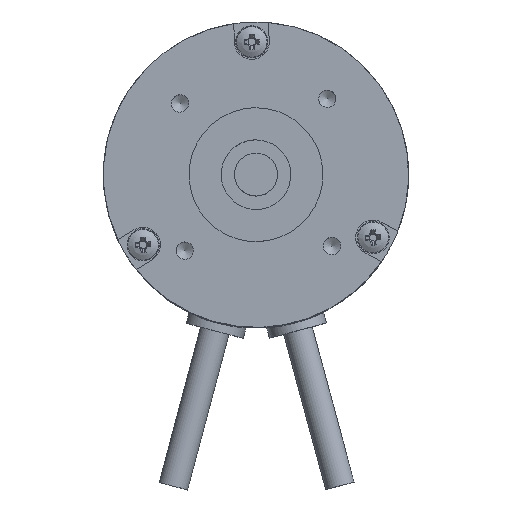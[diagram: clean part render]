
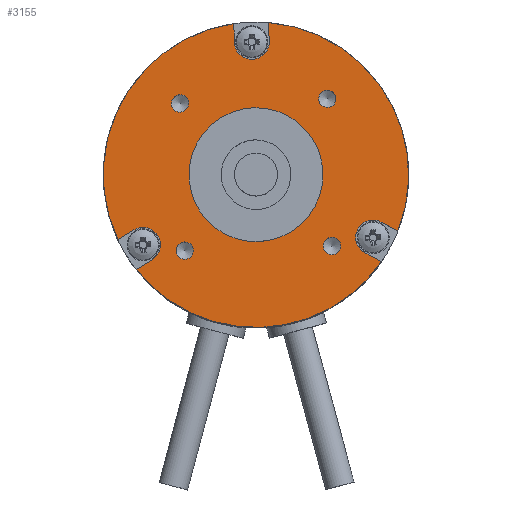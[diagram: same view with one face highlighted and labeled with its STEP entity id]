
A CAD part, top view. The second image highlights one B-rep face of the part: STEP entity #3155.
In plain terms, the highlighted planar face has unit normal (0, 0, 1).
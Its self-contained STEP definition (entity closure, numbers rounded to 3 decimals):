
#166=FACE_BOUND('',#492,.T.);
#167=FACE_BOUND('',#493,.T.);
#168=FACE_BOUND('',#494,.T.);
#169=FACE_BOUND('',#495,.T.);
#170=FACE_BOUND('',#496,.T.);
#200=PLANE('',#3404);
#304=FACE_OUTER_BOUND('',#491,.T.);
#491=EDGE_LOOP('',(#2126,#2127,#2128,#2129,#2130,#2131,#2132,#2133,#2134,
#2135,#2136,#2137,#2138));
#492=EDGE_LOOP('',(#2139,#2140));
#493=EDGE_LOOP('',(#2141,#2142));
#494=EDGE_LOOP('',(#2143,#2144));
#495=EDGE_LOOP('',(#2145,#2146));
#496=EDGE_LOOP('',(#2147));
#668=LINE('',#4919,#836);
#670=LINE('',#4925,#838);
#676=LINE('',#4942,#844);
#678=LINE('',#4948,#846);
#681=LINE('',#4964,#849);
#682=LINE('',#4968,#850);
#836=VECTOR('',#3891,10.);
#838=VECTOR('',#3895,10.);
#844=VECTOR('',#3913,10.);
#846=VECTOR('',#3917,10.);
#849=VECTOR('',#3938,10.);
#850=VECTOR('',#3941,10.);
#1021=CIRCLE('',#3393,3.25);
#1024=CIRCLE('',#3400,3.25);
#1027=CIRCLE('',#3405,28.5);
#1028=CIRCLE('',#3406,28.5);
#1029=CIRCLE('',#3407,28.5);
#1030=CIRCLE('',#3408,3.25);
#1031=CIRCLE('',#3409,28.5);
#1032=CIRCLE('',#3410,1.621);
#1033=CIRCLE('',#3411,1.621);
#1034=CIRCLE('',#3412,1.621);
#1035=CIRCLE('',#3413,1.621);
#1036=CIRCLE('',#3414,1.621);
#1037=CIRCLE('',#3415,1.621);
#1038=CIRCLE('',#3416,1.621);
#1039=CIRCLE('',#3417,1.621);
#1040=CIRCLE('',#3418,12.5);
#1246=VERTEX_POINT('',#4913);
#1248=VERTEX_POINT('',#4917);
#1249=VERTEX_POINT('',#4921);
#1251=VERTEX_POINT('',#4924);
#1254=VERTEX_POINT('',#4936);
#1256=VERTEX_POINT('',#4940);
#1257=VERTEX_POINT('',#4944);
#1259=VERTEX_POINT('',#4947);
#1261=VERTEX_POINT('',#4958);
#1262=VERTEX_POINT('',#4961);
#1263=VERTEX_POINT('',#4963);
#1264=VERTEX_POINT('',#4965);
#1265=VERTEX_POINT('',#4967);
#1266=VERTEX_POINT('',#4970);
#1267=VERTEX_POINT('',#4971);
#1268=VERTEX_POINT('',#4974);
#1269=VERTEX_POINT('',#4975);
#1270=VERTEX_POINT('',#4978);
#1271=VERTEX_POINT('',#4979);
#1272=VERTEX_POINT('',#4982);
#1273=VERTEX_POINT('',#4983);
#1274=VERTEX_POINT('',#4986);
#1581=EDGE_CURVE('',#1246,#1248,#668,.T.);
#1583=EDGE_CURVE('',#1251,#1249,#670,.T.);
#1586=EDGE_CURVE('',#1248,#1251,#1021,.T.);
#1592=EDGE_CURVE('',#1254,#1256,#676,.T.);
#1594=EDGE_CURVE('',#1259,#1257,#678,.T.);
#1597=EDGE_CURVE('',#1256,#1259,#1024,.T.);
#1600=EDGE_CURVE('',#1249,#1261,#1027,.T.);
#1601=EDGE_CURVE('',#1261,#1254,#1028,.T.);
#1602=EDGE_CURVE('',#1257,#1262,#1029,.T.);
#1603=EDGE_CURVE('',#1262,#1263,#681,.T.);
#1604=EDGE_CURVE('',#1263,#1264,#1030,.T.);
#1605=EDGE_CURVE('',#1264,#1265,#682,.T.);
#1606=EDGE_CURVE('',#1265,#1246,#1031,.T.);
#1607=EDGE_CURVE('',#1266,#1267,#1032,.T.);
#1608=EDGE_CURVE('',#1267,#1266,#1033,.T.);
#1609=EDGE_CURVE('',#1268,#1269,#1034,.T.);
#1610=EDGE_CURVE('',#1269,#1268,#1035,.T.);
#1611=EDGE_CURVE('',#1270,#1271,#1036,.T.);
#1612=EDGE_CURVE('',#1271,#1270,#1037,.T.);
#1613=EDGE_CURVE('',#1272,#1273,#1038,.T.);
#1614=EDGE_CURVE('',#1273,#1272,#1039,.T.);
#1615=EDGE_CURVE('',#1274,#1274,#1040,.T.);
#2126=ORIENTED_EDGE('',*,*,#1581,.T.);
#2127=ORIENTED_EDGE('',*,*,#1586,.T.);
#2128=ORIENTED_EDGE('',*,*,#1583,.T.);
#2129=ORIENTED_EDGE('',*,*,#1600,.T.);
#2130=ORIENTED_EDGE('',*,*,#1601,.T.);
#2131=ORIENTED_EDGE('',*,*,#1592,.T.);
#2132=ORIENTED_EDGE('',*,*,#1597,.T.);
#2133=ORIENTED_EDGE('',*,*,#1594,.T.);
#2134=ORIENTED_EDGE('',*,*,#1602,.T.);
#2135=ORIENTED_EDGE('',*,*,#1603,.T.);
#2136=ORIENTED_EDGE('',*,*,#1604,.T.);
#2137=ORIENTED_EDGE('',*,*,#1605,.T.);
#2138=ORIENTED_EDGE('',*,*,#1606,.T.);
#2139=ORIENTED_EDGE('',*,*,#1607,.T.);
#2140=ORIENTED_EDGE('',*,*,#1608,.T.);
#2141=ORIENTED_EDGE('',*,*,#1609,.T.);
#2142=ORIENTED_EDGE('',*,*,#1610,.T.);
#2143=ORIENTED_EDGE('',*,*,#1611,.T.);
#2144=ORIENTED_EDGE('',*,*,#1612,.T.);
#2145=ORIENTED_EDGE('',*,*,#1613,.T.);
#2146=ORIENTED_EDGE('',*,*,#1614,.T.);
#2147=ORIENTED_EDGE('',*,*,#1615,.T.);
#3155=ADVANCED_FACE('',(#304,#166,#167,#168,#169,#170),#200,.F.);
#3393=AXIS2_PLACEMENT_3D('',#4930,#3900,#3901);
#3400=AXIS2_PLACEMENT_3D('',#4953,#3922,#3923);
#3404=AXIS2_PLACEMENT_3D('',#4957,#3930,#3931);
#3405=AXIS2_PLACEMENT_3D('',#4959,#3932,#3933);
#3406=AXIS2_PLACEMENT_3D('',#4960,#3934,#3935);
#3407=AXIS2_PLACEMENT_3D('',#4962,#3936,#3937);
#3408=AXIS2_PLACEMENT_3D('',#4966,#3939,#3940);
#3409=AXIS2_PLACEMENT_3D('',#4969,#3942,#3943);
#3410=AXIS2_PLACEMENT_3D('',#4972,#3944,#3945);
#3411=AXIS2_PLACEMENT_3D('',#4973,#3946,#3947);
#3412=AXIS2_PLACEMENT_3D('',#4976,#3948,#3949);
#3413=AXIS2_PLACEMENT_3D('',#4977,#3950,#3951);
#3414=AXIS2_PLACEMENT_3D('',#4980,#3952,#3953);
#3415=AXIS2_PLACEMENT_3D('',#4981,#3954,#3955);
#3416=AXIS2_PLACEMENT_3D('',#4984,#3956,#3957);
#3417=AXIS2_PLACEMENT_3D('',#4985,#3958,#3959);
#3418=AXIS2_PLACEMENT_3D('',#4987,#3960,#3961);
#3891=DIRECTION('',(0.85,0.527,0.));
#3895=DIRECTION('',(-0.85,-0.527,0.));
#3900=DIRECTION('center_axis',(0.,0.,
-1.));
#3901=DIRECTION('ref_axis',(0.527,-0.85,0.));
#3913=DIRECTION('',(-0.881,0.472,0.));
#3917=DIRECTION('',(0.881,-0.472,0.));
#3922=DIRECTION('center_axis',(0.,0.,
-1.));
#3923=DIRECTION('ref_axis',(0.472,0.881,0.));
#3930=DIRECTION('center_axis',(0.,0.,
-1.));
#3931=DIRECTION('ref_axis',(-0.999,-0.032,0.));
#3932=DIRECTION('center_axis',(0.,0.,
1.));
#3933=DIRECTION('ref_axis',(-0.032,0.999,0.));
#3934=DIRECTION('center_axis',(0.,0.,
1.));
#3935=DIRECTION('ref_axis',(-0.032,0.999,0.));
#3936=DIRECTION('center_axis',(0.,0.,
1.));
#3937=DIRECTION('ref_axis',(-0.032,0.999,0.));
#3938=DIRECTION('',(0.032,-0.999,0.));
#3939=DIRECTION('center_axis',(0.,0.,
-1.));
#3940=DIRECTION('ref_axis',(-0.999,-0.032,0.));
#3941=DIRECTION('',(-0.032,0.999,0.));
#3942=DIRECTION('center_axis',(0.,0.,
1.));
#3943=DIRECTION('ref_axis',(-0.032,0.999,0.));
#3944=DIRECTION('center_axis',(0.,0.,
-1.));
#3945=DIRECTION('ref_axis',(-0.032,0.999,0.));
#3946=DIRECTION('center_axis',(0.,0.,
-1.));
#3947=DIRECTION('ref_axis',(-0.032,0.999,0.));
#3948=DIRECTION('center_axis',(0.,0.,
-1.));
#3949=DIRECTION('ref_axis',(-0.032,0.999,0.));
#3950=DIRECTION('center_axis',(0.,0.,
-1.));
#3951=DIRECTION('ref_axis',(-0.032,0.999,0.));
#3952=DIRECTION('center_axis',(0.,0.,
-1.));
#3953=DIRECTION('ref_axis',(-0.032,0.999,0.));
#3954=DIRECTION('center_axis',(0.,0.,
-1.));
#3955=DIRECTION('ref_axis',(-0.032,0.999,0.));
#3956=DIRECTION('center_axis',(0.,0.,
-1.));
#3957=DIRECTION('ref_axis',(-0.032,0.999,0.));
#3958=DIRECTION('center_axis',(0.,0.,
-1.));
#3959=DIRECTION('ref_axis',(-0.032,0.999,0.));
#3960=DIRECTION('center_axis',(0.,0.,
-1.));
#3961=DIRECTION('ref_axis',(0.032,-0.999,0.));
#4913=CARTESIAN_POINT('',(-25.772,-12.168,70.5));
#4917=CARTESIAN_POINT('',(-22.786,-10.315,70.5));
#4919=CARTESIAN_POINT('',(-14.374,-5.095,70.5));
#4921=CARTESIAN_POINT('',(-22.345,-17.691,70.5));
#4924=CARTESIAN_POINT('',(-19.359,-15.838,70.5));
#4925=CARTESIAN_POINT('',(-8.823,-9.3,70.5));
#4930=CARTESIAN_POINT('Origin',(-21.072,-13.077,70.5));
#4936=CARTESIAN_POINT('',(23.424,-16.235,70.5));
#4940=CARTESIAN_POINT('',(20.326,-14.576,70.5));
#4942=CARTESIAN_POINT('',(11.599,-9.901,70.5));
#4944=CARTESIAN_POINT('',(26.493,-10.505,70.5));
#4947=CARTESIAN_POINT('',(23.395,-8.846,70.5));
#4948=CARTESIAN_POINT('',(12.465,-2.991,70.5));
#4953=CARTESIAN_POINT('Origin',(21.861,-11.711,70.5));
#4957=CARTESIAN_POINT('Origin',(0.,0.,
70.5));
#4958=CARTESIAN_POINT('',(0.906,-28.486,70.5));
#4959=CARTESIAN_POINT('Origin',(0.,0.,
70.5));
#4960=CARTESIAN_POINT('Origin',(0.,0.,
70.5));
#4961=CARTESIAN_POINT('',(2.348,28.403,70.5));
#4962=CARTESIAN_POINT('Origin',(0.,0.,
70.5));
#4963=CARTESIAN_POINT('',(2.46,24.891,70.5));
#4964=CARTESIAN_POINT('',(2.775,14.996,70.5));
#4965=CARTESIAN_POINT('',(-4.037,24.684,70.5));
#4966=CARTESIAN_POINT('Origin',(-0.788,24.787,70.5));
#4967=CARTESIAN_POINT('',(-4.149,28.196,70.5));
#4968=CARTESIAN_POINT('',(-3.643,12.29,70.5));
#4969=CARTESIAN_POINT('Origin',(0.,0.,
70.5));
#4970=CARTESIAN_POINT('',(13.251,15.796,70.5));
#4971=CARTESIAN_POINT('',(13.354,12.556,70.5));
#4972=CARTESIAN_POINT('Origin',(13.302,14.176,70.5));
#4973=CARTESIAN_POINT('Origin',(13.302,14.176,70.5));
#4974=CARTESIAN_POINT('',(-13.354,-12.556,70.5));
#4975=CARTESIAN_POINT('',(-13.251,-15.796,70.5));
#4976=CARTESIAN_POINT('Origin',(-13.302,-14.176,70.5));
#4977=CARTESIAN_POINT('Origin',(-13.302,-14.176,70.5));
#4978=CARTESIAN_POINT('',(14.125,-11.682,70.5));
#4979=CARTESIAN_POINT('',(14.228,-14.922,70.5));
#4980=CARTESIAN_POINT('Origin',(14.176,-13.302,70.5));
#4981=CARTESIAN_POINT('Origin',(14.176,-13.302,70.5));
#4982=CARTESIAN_POINT('',(-14.228,14.922,70.5));
#4983=CARTESIAN_POINT('',(-14.125,11.682,70.5));
#4984=CARTESIAN_POINT('Origin',(-14.176,13.302,70.5));
#4985=CARTESIAN_POINT('Origin',(-14.176,13.302,70.5));
#4986=CARTESIAN_POINT('',(-0.397,12.494,70.5));
#4987=CARTESIAN_POINT('Origin',(0.,0.,
70.5));
